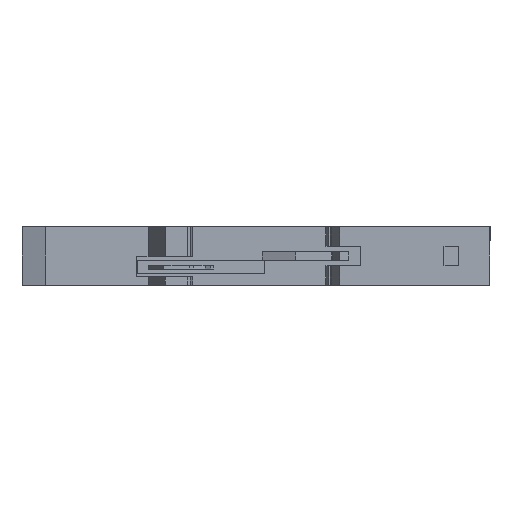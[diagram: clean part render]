
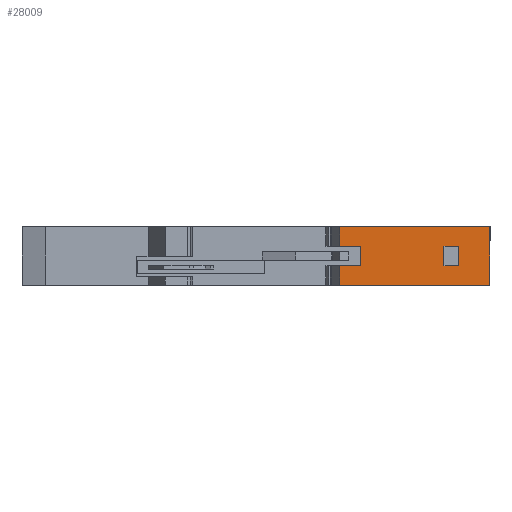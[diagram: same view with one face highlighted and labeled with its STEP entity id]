
A CAD part, front view. The second image highlights one B-rep face of the part: STEP entity #28009.
In plain terms, the highlighted planar face has unit normal (0, -1, 0).
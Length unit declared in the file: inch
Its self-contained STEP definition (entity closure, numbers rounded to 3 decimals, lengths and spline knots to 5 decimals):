
#3197 = EDGE_CURVE ( 'NONE', #310253, #301110, #173823, .T. ) ;
#4794 = FACE_BOUND ( 'NONE', #188234, .T. ) ;
#5057 = DIRECTION ( 'NONE',  ( 0., 0., 1. ) ) ;
#6741 = VECTOR ( 'NONE', #246564, 39.37008 ) ;
#19377 = EDGE_CURVE ( 'NONE', #301110, #82822, #46186, .T. ) ;
#20171 = FACE_OUTER_BOUND ( 'NONE', #181923, .T. ) ;
#21715 = ORIENTED_EDGE ( 'NONE', *, *, #291930, .F. ) ;
#27681 = CARTESIAN_POINT ( 'NONE',  ( 1.5815, -0.99213, 0.083 ) ) ;
#28009 = ADVANCED_FACE ( 'NONE', ( #4794, #20171 ), #316248, .F. ) ;
#28231 = EDGE_CURVE ( 'NONE', #177862, #142582, #282877, .T. ) ;
#29879 = ORIENTED_EDGE ( 'NONE', *, *, #44381, .F. ) ;
#36272 = ORIENTED_EDGE ( 'NONE', *, *, #313230, .F. ) ;
#44381 = EDGE_CURVE ( 'NONE', #52636, #245780, #185047, .T. ) ;
#46186 = LINE ( 'NONE', #272217, #259391 ) ;
#51120 = DIRECTION ( 'NONE',  ( -1., 0., 0. ) ) ;
#52228 = EDGE_CURVE ( 'NONE', #65782, #267424, #171969, .T. ) ;
#52636 = VERTEX_POINT ( 'NONE', #54075 ) ;
#53006 = CARTESIAN_POINT ( 'NONE',  ( 1.704, -0.99213, -0.083 ) ) ;
#54075 = CARTESIAN_POINT ( 'NONE',  ( 1.5815, -0.99213, -0.083 ) ) ;
#54742 = CARTESIAN_POINT ( 'NONE',  ( 0.5885, -0.99213, 0.081 ) ) ;
#55361 = VECTOR ( 'NONE', #251288, 39.37008 ) ;
#57704 = CARTESIAN_POINT ( 'NONE',  ( 0.875, -0.99213, -0.081 ) ) ;
#60245 = LINE ( 'NONE', #199859, #6741 ) ;
#64179 = ORIENTED_EDGE ( 'NONE', *, *, #243064, .F. ) ;
#65782 = VERTEX_POINT ( 'NONE', #144924 ) ;
#75061 = DIRECTION ( 'NONE',  ( -1., 0., 0. ) ) ;
#75839 = CARTESIAN_POINT ( 'NONE',  ( -1.9685, -0.99213, -0.24606 ) ) ;
#77784 = CARTESIAN_POINT ( 'NONE',  ( 0.875, -0.99213, 0.081 ) ) ;
#82822 = VERTEX_POINT ( 'NONE', #267287 ) ;
#92372 = DIRECTION ( 'NONE',  ( 0., 0., 1. ) ) ;
#96046 = CARTESIAN_POINT ( 'NONE',  ( 1.9685, -0.99213, 0.24606 ) ) ;
#96392 = VERTEX_POINT ( 'NONE', #249389 ) ;
#96839 = VECTOR ( 'NONE', #126937, 39.37008 ) ;
#105337 = VECTOR ( 'NONE', #75061, 39.37008 ) ;
#111148 = LINE ( 'NONE', #267472, #214139 ) ;
#114777 = VECTOR ( 'NONE', #5057, 39.37008 ) ;
#115957 = LINE ( 'NONE', #132237, #302573 ) ;
#116500 = ORIENTED_EDGE ( 'NONE', *, *, #28231, .F. ) ;
#120870 = ORIENTED_EDGE ( 'NONE', *, *, #19377, .F. ) ;
#122758 = DIRECTION ( 'NONE',  ( 0., 0., -1. ) ) ;
#126784 = DIRECTION ( 'NONE',  ( 0., 0., 1. ) ) ;
#126937 = DIRECTION ( 'NONE',  ( 1., 0., 0. ) ) ;
#127715 = LINE ( 'NONE', #75839, #96839 ) ;
#132069 = CARTESIAN_POINT ( 'NONE',  ( 1.5815, -0.99213, 0.083 ) ) ;
#132237 = CARTESIAN_POINT ( 'NONE',  ( -1.9685, -0.99213, 0.24606 ) ) ;
#140350 = CARTESIAN_POINT ( 'NONE',  ( 1.704, -0.99213, 0.083 ) ) ;
#142582 = VERTEX_POINT ( 'NONE', #132069 ) ;
#144924 = CARTESIAN_POINT ( 'NONE',  ( 1.9685, -0.99213, 0.24606 ) ) ;
#147021 = CARTESIAN_POINT ( 'NONE',  ( -1.9685, -0.99213, 0.24606 ) ) ;
#151059 = CARTESIAN_POINT ( 'NONE',  ( 0.70659, -0.99213, -0.24606 ) ) ;
#155574 = VECTOR ( 'NONE', #126784, 39.37008 ) ;
#159796 = DIRECTION ( 'NONE',  ( 1., 0., 0. ) ) ;
#165455 = ORIENTED_EDGE ( 'NONE', *, *, #287631, .F. ) ;
#166892 = LINE ( 'NONE', #77784, #155574 ) ;
#171969 = LINE ( 'NONE', #96046, #232648 ) ;
#173823 = LINE ( 'NONE', #54742, #105337 ) ;
#175882 = CARTESIAN_POINT ( 'NONE',  ( 1.5815, -0.99213, -0.083 ) ) ;
#177862 = VERTEX_POINT ( 'NONE', #229085 ) ;
#181720 = EDGE_CURVE ( 'NONE', #96392, #209827, #278477, .T. ) ;
#181923 = EDGE_LOOP ( 'NONE', ( #120870, #253215, #309077, #21715, #306278, #220156, #222435, #36272 ) ) ;
#185047 = LINE ( 'NONE', #175882, #55361 ) ;
#188234 = EDGE_LOOP ( 'NONE', ( #29879, #64179, #116500, #165455 ) ) ;
#199310 = VECTOR ( 'NONE', #51120, 39.37008 ) ;
#199859 = CARTESIAN_POINT ( 'NONE',  ( 0.5885, -0.99213, -0.081 ) ) ;
#201019 = DIRECTION ( 'NONE',  ( 0., 0., 1. ) ) ;
#205931 = AXIS2_PLACEMENT_3D ( 'NONE', #147021, #265145, #217297 ) ;
#209827 = VERTEX_POINT ( 'NONE', #287342 ) ;
#214139 = VECTOR ( 'NONE', #122758, 39.37008 ) ;
#216896 = CARTESIAN_POINT ( 'NONE',  ( 1.9685, -0.99213, -0.24606 ) ) ;
#217297 = DIRECTION ( 'NONE',  ( 0., 0., 1. ) ) ;
#220156 = ORIENTED_EDGE ( 'NONE', *, *, #230112, .T. ) ;
#222435 = ORIENTED_EDGE ( 'NONE', *, *, #52228, .F. ) ;
#227576 = VERTEX_POINT ( 'NONE', #57704 ) ;
#229085 = CARTESIAN_POINT ( 'NONE',  ( 1.704, -0.99213, 0.083 ) ) ;
#230112 = EDGE_CURVE ( 'NONE', #96392, #267424, #127715, .T. ) ;
#232648 = VECTOR ( 'NONE', #287668, 39.37008 ) ;
#243064 = EDGE_CURVE ( 'NONE', #142582, #52636, #111148, .T. ) ;
#245780 = VERTEX_POINT ( 'NONE', #53006 ) ;
#246564 = DIRECTION ( 'NONE',  ( 1., 0., 0. ) ) ;
#246966 = CARTESIAN_POINT ( 'NONE',  ( 0.70659, -0.99213, 0.081 ) ) ;
#249389 = CARTESIAN_POINT ( 'NONE',  ( 0.70659, -0.99213, -0.24606 ) ) ;
#251288 = DIRECTION ( 'NONE',  ( 1., 0., 0. ) ) ;
#253215 = ORIENTED_EDGE ( 'NONE', *, *, #3197, .F. ) ;
#259391 = VECTOR ( 'NONE', #201019, 39.37008 ) ;
#265145 = DIRECTION ( 'NONE',  ( 0., 1., 0. ) ) ;
#267287 = CARTESIAN_POINT ( 'NONE',  ( 0.70659, -0.99213, 0.24606 ) ) ;
#267424 = VERTEX_POINT ( 'NONE', #216896 ) ;
#267472 = CARTESIAN_POINT ( 'NONE',  ( 1.5815, -0.99213, 0.083 ) ) ;
#272217 = CARTESIAN_POINT ( 'NONE',  ( 0.70659, -0.99213, -0.24606 ) ) ;
#278477 = LINE ( 'NONE', #151059, #114777 ) ;
#282877 = LINE ( 'NONE', #27681, #199310 ) ;
#286791 = EDGE_CURVE ( 'NONE', #227576, #310253, #166892, .T. ) ;
#287342 = CARTESIAN_POINT ( 'NONE',  ( 0.70659, -0.99213, -0.081 ) ) ;
#287392 = CARTESIAN_POINT ( 'NONE',  ( 0.875, -0.99213, 0.081 ) ) ;
#287631 = EDGE_CURVE ( 'NONE', #245780, #177862, #303111, .T. ) ;
#287668 = DIRECTION ( 'NONE',  ( 0., 0., -1. ) ) ;
#291930 = EDGE_CURVE ( 'NONE', #209827, #227576, #60245, .T. ) ;
#301110 = VERTEX_POINT ( 'NONE', #246966 ) ;
#302573 = VECTOR ( 'NONE', #159796, 39.37008 ) ;
#303111 = LINE ( 'NONE', #140350, #310728 ) ;
#306278 = ORIENTED_EDGE ( 'NONE', *, *, #181720, .F. ) ;
#309077 = ORIENTED_EDGE ( 'NONE', *, *, #286791, .F. ) ;
#310253 = VERTEX_POINT ( 'NONE', #287392 ) ;
#310728 = VECTOR ( 'NONE', #92372, 39.37008 ) ;
#313230 = EDGE_CURVE ( 'NONE', #82822, #65782, #115957, .T. ) ;
#316248 = PLANE ( 'NONE',  #205931 ) ;
